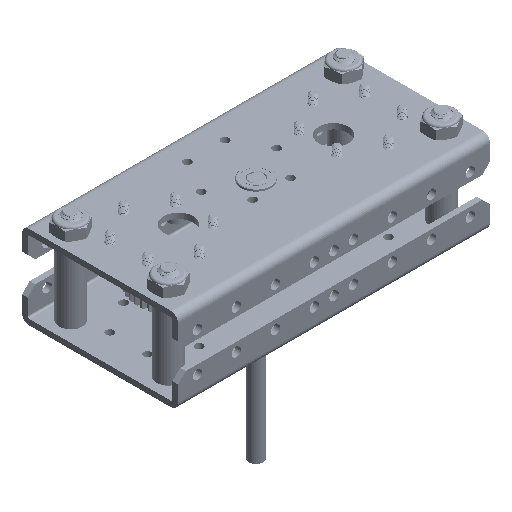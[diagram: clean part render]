
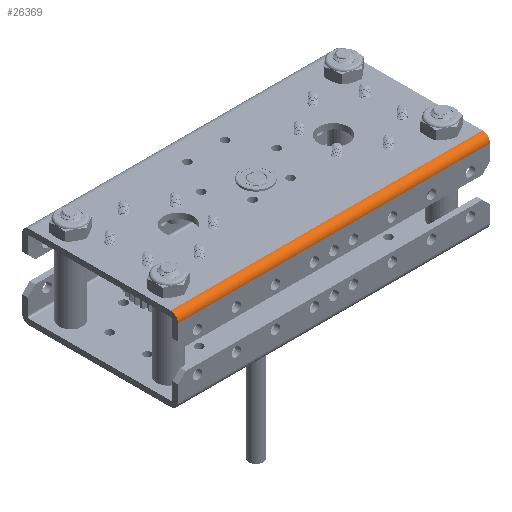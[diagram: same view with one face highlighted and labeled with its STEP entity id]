
A CAD part, isometric view. The second image highlights one B-rep face of the part: STEP entity #26369.
In plain terms, the highlighted cylindrical face has radius 3.023 mm (diameter 6.045 mm), a partial arc.
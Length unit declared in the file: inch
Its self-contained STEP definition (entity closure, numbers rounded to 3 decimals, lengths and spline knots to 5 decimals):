
#145 = VERTEX_POINT ( 'NONE', #37001 ) ;
#160 = LINE ( 'NONE', #1264, #23499 ) ;
#657 = EDGE_CURVE ( 'NONE', #27715, #145, #13872, .T. ) ;
#708 = CARTESIAN_POINT ( 'NONE',  ( 5.03937, 0., -0.119 ) ) ;
#967 = CARTESIAN_POINT ( 'NONE',  ( 0., 0.119, 0. ) ) ;
#1264 = CARTESIAN_POINT ( 'NONE',  ( 5.03937, 0.119, 0. ) ) ;
#1484 = AXIS2_PLACEMENT_3D ( 'NONE', #3380, #24716, #6426 ) ;
#2554 = ORIENTED_EDGE ( 'NONE', *, *, #657, .T. ) ;
#3380 = CARTESIAN_POINT ( 'NONE',  ( 5.03937, 0.119, -0.119 ) ) ;
#5641 = ORIENTED_EDGE ( 'NONE', *, *, #12797, .T. ) ;
#6426 = DIRECTION ( 'NONE',  ( 0., 0., 1. ) ) ;
#7218 = ORIENTED_EDGE ( 'NONE', *, *, #36048, .F. ) ;
#10444 = DIRECTION ( 'NONE',  ( -1., 0., 0. ) ) ;
#10651 = DIRECTION ( 'NONE',  ( 0., 0., 1. ) ) ;
#11553 = EDGE_LOOP ( 'NONE', ( #2554, #7218, #36533, #5641 ) ) ;
#12797 = EDGE_CURVE ( 'NONE', #19069, #27715, #160, .T. ) ;
#13872 = CIRCLE ( 'NONE', #19060, 0.119 ) ;
#14234 = VECTOR ( 'NONE', #14381, 39.37008 ) ;
#14381 = DIRECTION ( 'NONE',  ( -1., 0., 0. ) ) ;
#17311 = CARTESIAN_POINT ( 'NONE',  ( 5.03937, 0., -0.119 ) ) ;
#19060 = AXIS2_PLACEMENT_3D ( 'NONE', #28306, #24135, #10651 ) ;
#19069 = VERTEX_POINT ( 'NONE', #23465 ) ;
#19082 = CYLINDRICAL_SURFACE ( 'NONE', #34596, 0.119 ) ;
#20048 = FACE_OUTER_BOUND ( 'NONE', #11553, .T. ) ;
#20725 = CARTESIAN_POINT ( 'NONE',  ( 5.03937, 0.119, -0.119 ) ) ;
#22322 = LINE ( 'NONE', #17311, #14234 ) ;
#23465 = CARTESIAN_POINT ( 'NONE',  ( 5.03937, 0.119, 0. ) ) ;
#23499 = VECTOR ( 'NONE', #10444, 39.37008 ) ;
#24135 = DIRECTION ( 'NONE',  ( 1., 0., 0. ) ) ;
#24716 = DIRECTION ( 'NONE',  ( 1., 0., 0. ) ) ;
#24772 = VERTEX_POINT ( 'NONE', #708 ) ;
#25742 = CIRCLE ( 'NONE', #1484, 0.119 ) ;
#26369 = ADVANCED_FACE ( 'NONE', ( #20048 ), #19082, .T. ) ;
#27715 = VERTEX_POINT ( 'NONE', #967 ) ;
#28306 = CARTESIAN_POINT ( 'NONE',  ( 0., 0.119, -0.119 ) ) ;
#28370 = EDGE_CURVE ( 'NONE', #19069, #24772, #25742, .T. ) ;
#34596 = AXIS2_PLACEMENT_3D ( 'NONE', #20725, #39021, #35925 ) ;
#35925 = DIRECTION ( 'NONE',  ( 0., 0., 1. ) ) ;
#36048 = EDGE_CURVE ( 'NONE', #24772, #145, #22322, .T. ) ;
#36533 = ORIENTED_EDGE ( 'NONE', *, *, #28370, .F. ) ;
#37001 = CARTESIAN_POINT ( 'NONE',  ( 0., 0., -0.119 ) ) ;
#39021 = DIRECTION ( 'NONE',  ( -1., 0., 0. ) ) ;
